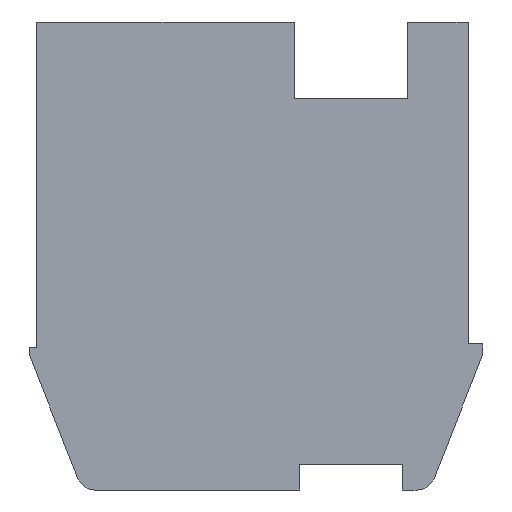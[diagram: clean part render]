
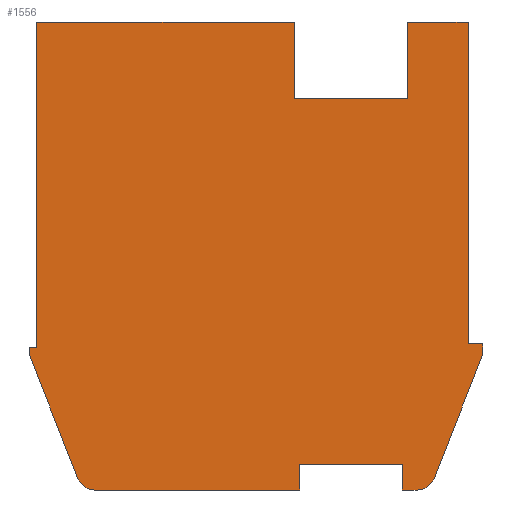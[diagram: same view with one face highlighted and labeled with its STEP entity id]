
A CAD part, front view. The second image highlights one B-rep face of the part: STEP entity #1556.
In plain terms, the highlighted planar face has unit normal (0, -1, 0).
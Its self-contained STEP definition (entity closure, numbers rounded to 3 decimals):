
#1=DIRECTION('',(-0.365,0.,-0.931));
#2=VECTOR('',#1,3.633);
#3=CARTESIAN_POINT('',(6.2,0.,-2.7));
#4=LINE('',#3,#2);
#5=CARTESIAN_POINT('',(4.409,0.,-5.9));
#6=DIRECTION('',(0.,1.,0.));
#7=DIRECTION('',(0.931,0.,-0.365));
#8=AXIS2_PLACEMENT_3D('',#5,#6,#7);
#10=DIRECTION('',(-1.,0.,0.));
#11=VECTOR('',#10,0.409);
#12=CARTESIAN_POINT('',(4.409,0.,-6.4));
#13=LINE('',#12,#11);
#14=DIRECTION('',(0.,0.,1.));
#15=VECTOR('',#14,0.7);
#16=CARTESIAN_POINT('',(4.,0.,-6.4));
#17=LINE('',#16,#15);
#18=DIRECTION('',(-1.,0.,0.));
#19=VECTOR('',#18,2.8);
#20=CARTESIAN_POINT('',(4.,0.,-5.7));
#21=LINE('',#20,#19);
#22=DIRECTION('',(0.,0.,-1.));
#23=VECTOR('',#22,0.7);
#24=CARTESIAN_POINT('',(1.2,0.,-5.7));
#25=LINE('',#24,#23);
#26=DIRECTION('',(-1.,0.,0.));
#27=VECTOR('',#26,5.609);
#28=CARTESIAN_POINT('',(1.2,0.,-6.4));
#29=LINE('',#28,#27);
#30=CARTESIAN_POINT('',(-4.409,0.,-5.9));
#31=DIRECTION('',(0.,1.,0.));
#32=DIRECTION('',(0.,0.,-1.));
#33=AXIS2_PLACEMENT_3D('',#30,#31,#32);
#35=DIRECTION('',(-0.365,0.,0.931));
#36=VECTOR('',#35,3.633);
#37=CARTESIAN_POINT('',(-4.874,0.,-6.082));
#38=LINE('',#37,#36);
#39=DIRECTION('',(0.,0.,1.));
#40=VECTOR('',#39,0.2);
#41=CARTESIAN_POINT('',(-6.2,0.,-2.7));
#42=LINE('',#41,#40);
#43=DIRECTION('',(1.,0.,0.));
#44=VECTOR('',#43,0.2);
#45=CARTESIAN_POINT('',(-6.2,0.,-2.5));
#46=LINE('',#45,#44);
#47=DIRECTION('',(0.,0.,1.));
#48=VECTOR('',#47,8.9);
#49=CARTESIAN_POINT('',(-6.,0.,-2.5));
#50=LINE('',#49,#48);
#51=DIRECTION('',(1.,0.,0.));
#52=VECTOR('',#51,7.05);
#53=CARTESIAN_POINT('',(-6.,0.,6.4));
#54=LINE('',#53,#52);
#55=DIRECTION('',(0.,0.,-1.));
#56=VECTOR('',#55,2.1);
#57=CARTESIAN_POINT('',(1.05,0.,6.4));
#58=LINE('',#57,#56);
#59=DIRECTION('',(1.,0.,0.));
#60=VECTOR('',#59,3.1);
#61=CARTESIAN_POINT('',(1.05,0.,4.3));
#62=LINE('',#61,#60);
#63=DIRECTION('',(0.,0.,1.));
#64=VECTOR('',#63,2.1);
#65=CARTESIAN_POINT('',(4.15,0.,4.3));
#66=LINE('',#65,#64);
#67=DIRECTION('',(1.,0.,0.));
#68=VECTOR('',#67,1.65);
#69=CARTESIAN_POINT('',(4.15,0.,6.4));
#70=LINE('',#69,#68);
#71=DIRECTION('',(0.,0.,-1.));
#72=VECTOR('',#71,8.8);
#73=CARTESIAN_POINT('',(5.8,0.,6.4));
#74=LINE('',#73,#72);
#75=DIRECTION('',(1.,0.,0.));
#76=VECTOR('',#75,0.4);
#77=CARTESIAN_POINT('',(5.8,0.,-2.4));
#78=LINE('',#77,#76);
#79=DIRECTION('',(0.,0.,-1.));
#80=VECTOR('',#79,0.3);
#81=CARTESIAN_POINT('',(6.2,0.,-2.4));
#82=LINE('',#81,#80);
#1149=CARTESIAN_POINT('',(6.2,0.,-2.7));
#1150=CARTESIAN_POINT('',(4.874,0.,-6.082));
#1151=VERTEX_POINT('',#1149);
#1152=VERTEX_POINT('',#1150);
#1153=CARTESIAN_POINT('',(4.409,0.,-6.4));
#1154=VERTEX_POINT('',#1153);
#1155=CARTESIAN_POINT('',(4.,0.,-6.4));
#1156=VERTEX_POINT('',#1155);
#1157=CARTESIAN_POINT('',(4.,0.,-5.7));
#1158=VERTEX_POINT('',#1157);
#1159=CARTESIAN_POINT('',(1.2,0.,-5.7));
#1160=VERTEX_POINT('',#1159);
#1161=CARTESIAN_POINT('',(1.2,0.,-6.4));
#1162=VERTEX_POINT('',#1161);
#1163=CARTESIAN_POINT('',(-4.409,0.,-6.4));
#1164=VERTEX_POINT('',#1163);
#1165=CARTESIAN_POINT('',(-4.874,0.,-6.082));
#1166=VERTEX_POINT('',#1165);
#1167=CARTESIAN_POINT('',(-6.2,0.,-2.7));
#1168=VERTEX_POINT('',#1167);
#1169=CARTESIAN_POINT('',(-6.2,0.,-2.5));
#1170=VERTEX_POINT('',#1169);
#1171=CARTESIAN_POINT('',(-6.,0.,-2.5));
#1172=VERTEX_POINT('',#1171);
#1173=CARTESIAN_POINT('',(-6.,0.,6.4));
#1174=VERTEX_POINT('',#1173);
#1175=CARTESIAN_POINT('',(1.05,0.,6.4));
#1176=VERTEX_POINT('',#1175);
#1177=CARTESIAN_POINT('',(1.05,0.,4.3));
#1178=VERTEX_POINT('',#1177);
#1179=CARTESIAN_POINT('',(4.15,0.,4.3));
#1180=VERTEX_POINT('',#1179);
#1181=CARTESIAN_POINT('',(4.15,0.,6.4));
#1182=VERTEX_POINT('',#1181);
#1183=CARTESIAN_POINT('',(5.8,0.,6.4));
#1184=VERTEX_POINT('',#1183);
#1185=CARTESIAN_POINT('',(5.8,0.,-2.4));
#1186=VERTEX_POINT('',#1185);
#1187=CARTESIAN_POINT('',(6.2,0.,-2.4));
#1188=VERTEX_POINT('',#1187);
#1509=CARTESIAN_POINT('',(0.,0.,0.));
#1510=DIRECTION('',(0.,1.,0.));
#1511=DIRECTION('',(1.,0.,0.));
#1512=AXIS2_PLACEMENT_3D('',#1509,#1510,#1511);
#1513=PLANE('',#1512);
#1515=ORIENTED_EDGE('',*,*,#1514,.T.);
#1517=ORIENTED_EDGE('',*,*,#1516,.T.);
#1519=ORIENTED_EDGE('',*,*,#1518,.T.);
#1521=ORIENTED_EDGE('',*,*,#1520,.T.);
#1523=ORIENTED_EDGE('',*,*,#1522,.T.);
#1525=ORIENTED_EDGE('',*,*,#1524,.T.);
#1527=ORIENTED_EDGE('',*,*,#1526,.T.);
#1529=ORIENTED_EDGE('',*,*,#1528,.T.);
#1531=ORIENTED_EDGE('',*,*,#1530,.T.);
#1533=ORIENTED_EDGE('',*,*,#1532,.T.);
#1535=ORIENTED_EDGE('',*,*,#1534,.T.);
#1537=ORIENTED_EDGE('',*,*,#1536,.T.);
#1539=ORIENTED_EDGE('',*,*,#1538,.T.);
#1541=ORIENTED_EDGE('',*,*,#1540,.T.);
#1543=ORIENTED_EDGE('',*,*,#1542,.T.);
#1545=ORIENTED_EDGE('',*,*,#1544,.T.);
#1547=ORIENTED_EDGE('',*,*,#1546,.T.);
#1549=ORIENTED_EDGE('',*,*,#1548,.T.);
#1551=ORIENTED_EDGE('',*,*,#1550,.T.);
#1553=ORIENTED_EDGE('',*,*,#1552,.T.);
#1554=EDGE_LOOP('',(#1515,#1517,#1519,#1521,#1523,#1525,#1527,#1529,#1531,#1533,
#1535,#1537,#1539,#1541,#1543,#1545,#1547,#1549,#1551,#1553));
#1555=FACE_OUTER_BOUND('',#1554,.F.);
#1556=ADVANCED_FACE('',(#1555),#1513,.F.);
#9=CIRCLE('',#8,0.5);
#34=CIRCLE('',#33,0.5);
#1514=EDGE_CURVE('',#1151,#1152,#4,.T.);
#1516=EDGE_CURVE('',#1152,#1154,#9,.T.);
#1518=EDGE_CURVE('',#1154,#1156,#13,.T.);
#1520=EDGE_CURVE('',#1156,#1158,#17,.T.);
#1522=EDGE_CURVE('',#1158,#1160,#21,.T.);
#1524=EDGE_CURVE('',#1160,#1162,#25,.T.);
#1526=EDGE_CURVE('',#1162,#1164,#29,.T.);
#1528=EDGE_CURVE('',#1164,#1166,#34,.T.);
#1530=EDGE_CURVE('',#1166,#1168,#38,.T.);
#1532=EDGE_CURVE('',#1168,#1170,#42,.T.);
#1534=EDGE_CURVE('',#1170,#1172,#46,.T.);
#1536=EDGE_CURVE('',#1172,#1174,#50,.T.);
#1538=EDGE_CURVE('',#1174,#1176,#54,.T.);
#1540=EDGE_CURVE('',#1176,#1178,#58,.T.);
#1542=EDGE_CURVE('',#1178,#1180,#62,.T.);
#1544=EDGE_CURVE('',#1180,#1182,#66,.T.);
#1546=EDGE_CURVE('',#1182,#1184,#70,.T.);
#1548=EDGE_CURVE('',#1184,#1186,#74,.T.);
#1550=EDGE_CURVE('',#1186,#1188,#78,.T.);
#1552=EDGE_CURVE('',#1188,#1151,#82,.T.);
